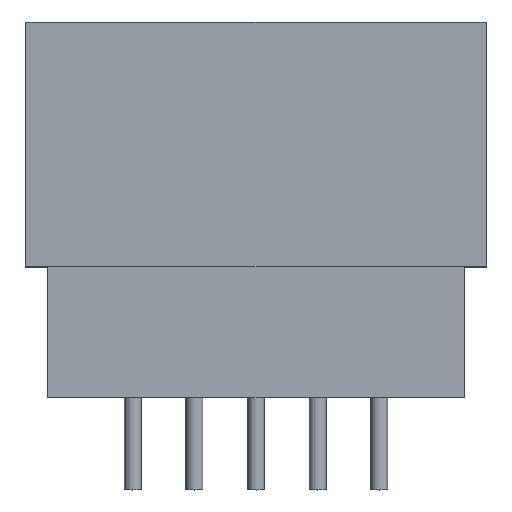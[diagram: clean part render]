
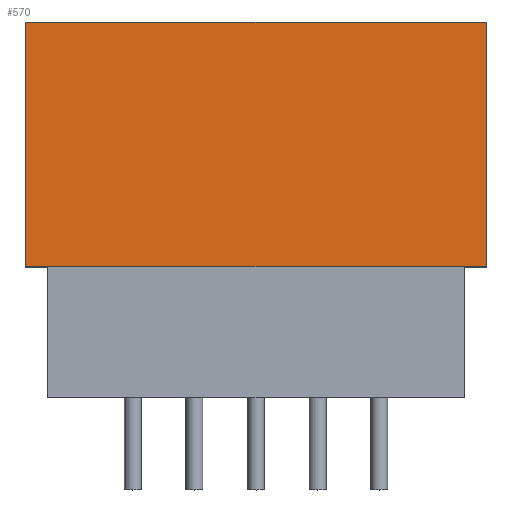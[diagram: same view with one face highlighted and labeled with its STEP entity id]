
A CAD part, top view. The second image highlights one B-rep face of the part: STEP entity #570.
In plain terms, the highlighted planar face has unit normal (0, 0, 1).
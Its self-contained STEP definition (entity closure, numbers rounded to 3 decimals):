
#66=PLANE('',#660);
#112=FACE_OUTER_BOUND('',#159,.T.);
#159=EDGE_LOOP('',(#489,#490,#491,#492));
#189=LINE('',#956,#235);
#197=LINE('',#972,#243);
#203=LINE('',#983,#249);
#204=LINE('',#985,#250);
#235=VECTOR('',#803,10.);
#243=VECTOR('',#813,10.);
#249=VECTOR('',#823,10.);
#250=VECTOR('',#826,10.);
#307=VERTEX_POINT('',#954);
#308=VERTEX_POINT('',#955);
#315=VERTEX_POINT('',#971);
#318=VERTEX_POINT('',#981);
#365=EDGE_CURVE('',#307,#308,#189,.T.);
#373=EDGE_CURVE('',#308,#315,#197,.T.);
#379=EDGE_CURVE('',#307,#318,#203,.T.);
#380=EDGE_CURVE('',#315,#318,#204,.T.);
#489=ORIENTED_EDGE('',*,*,#365,.F.);
#490=ORIENTED_EDGE('',*,*,#379,.T.);
#491=ORIENTED_EDGE('',*,*,#380,.F.);
#492=ORIENTED_EDGE('',*,*,#373,.F.);
#570=ADVANCED_FACE('',(#112),#66,.T.);
#660=AXIS2_PLACEMENT_3D('',#984,#824,#825);
#803=DIRECTION('',(-1.,0.,0.));
#813=DIRECTION('',(0.,1.,0.));
#823=DIRECTION('',(0.,1.,0.));
#824=DIRECTION('center_axis',(0.,0.,1.));
#825=DIRECTION('ref_axis',(1.,0.,0.));
#826=DIRECTION('',(1.,0.,0.));
#954=CARTESIAN_POINT('',(14.58,9.2,3.33));
#955=CARTESIAN_POINT('',(-4.42,9.2,3.33));
#956=CARTESIAN_POINT('',(14.58,9.2,3.33));
#971=CARTESIAN_POINT('',(-4.42,19.3,3.33));
#972=CARTESIAN_POINT('',(-4.42,9.2,3.33));
#981=CARTESIAN_POINT('',(14.58,19.3,3.33));
#983=CARTESIAN_POINT('',(14.58,9.2,3.33));
#984=CARTESIAN_POINT('Origin',(-4.42,9.2,3.33));
#985=CARTESIAN_POINT('',(14.58,19.3,3.33));
